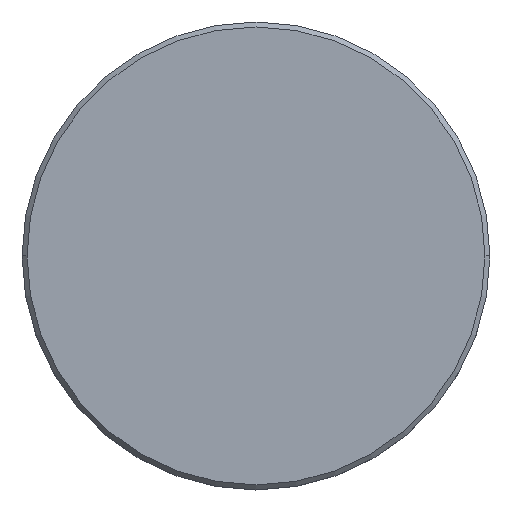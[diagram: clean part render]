
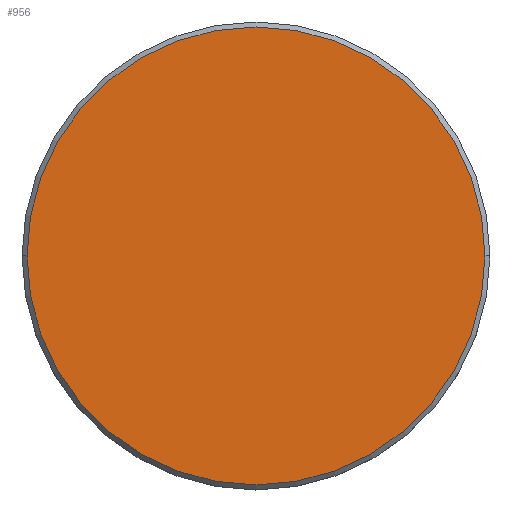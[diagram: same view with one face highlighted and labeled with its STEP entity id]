
A CAD part, top view. The second image highlights one B-rep face of the part: STEP entity #956.
In plain terms, the highlighted planar face has unit normal (0, 0, 1).
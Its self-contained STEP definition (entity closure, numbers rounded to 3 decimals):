
#75 = VERTEX_POINT ( 'NONE', #517 ) ;
#131 = DIRECTION ( 'NONE',  ( 1., 0., 0. ) ) ;
#181 = AXIS2_PLACEMENT_3D ( 'NONE', #671, #1133, #131 ) ;
#194 = CARTESIAN_POINT ( 'NONE',  ( 23., 0., 0. ) ) ;
#265 = DIRECTION ( 'NONE',  ( 0., 0., 1. ) ) ;
#362 = DIRECTION ( 'NONE',  ( 1., 0., 0. ) ) ;
#374 = ORIENTED_EDGE ( 'NONE', *, *, #877, .T. ) ;
#391 = CIRCLE ( 'NONE', #181, 23. ) ;
#433 = CIRCLE ( 'NONE', #492, 23. ) ;
#492 = AXIS2_PLACEMENT_3D ( 'NONE', #718, #265, #362 ) ;
#503 = DIRECTION ( 'NONE',  ( 1., 0., 0. ) ) ;
#517 = CARTESIAN_POINT ( 'NONE',  ( -23., 0., 0. ) ) ;
#573 = ORIENTED_EDGE ( 'NONE', *, *, #1064, .T. ) ;
#671 = CARTESIAN_POINT ( 'NONE',  ( 0., 0., 0. ) ) ;
#700 = DIRECTION ( 'NONE',  ( 0., 0., 1. ) ) ;
#706 = EDGE_LOOP ( 'NONE', ( #374, #573 ) ) ;
#718 = CARTESIAN_POINT ( 'NONE',  ( 0., 0., 0. ) ) ;
#790 = FACE_OUTER_BOUND ( 'NONE', #706, .T. ) ;
#828 = VERTEX_POINT ( 'NONE', #194 ) ;
#877 = EDGE_CURVE ( 'NONE', #75, #828, #391, .T. ) ;
#956 = ADVANCED_FACE ( 'NONE', ( #790 ), #1067, .T. ) ;
#1046 = CARTESIAN_POINT ( 'NONE',  ( 0., 0., 0. ) ) ;
#1064 = EDGE_CURVE ( 'NONE', #828, #75, #433, .T. ) ;
#1067 = PLANE ( 'NONE',  #1138 ) ;
#1133 = DIRECTION ( 'NONE',  ( 0., 0., 1. ) ) ;
#1138 = AXIS2_PLACEMENT_3D ( 'NONE', #1046, #700, #503 ) ;
